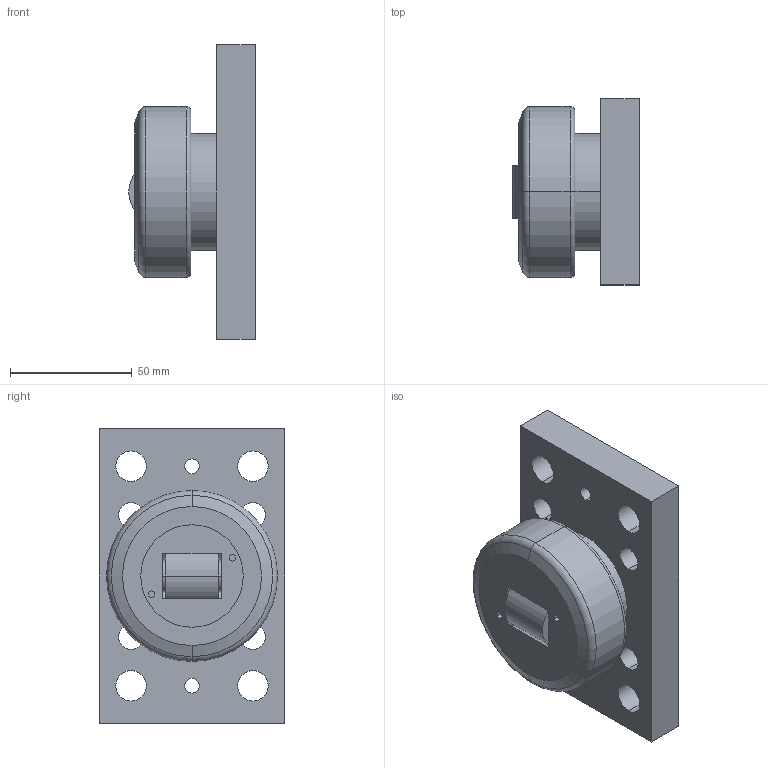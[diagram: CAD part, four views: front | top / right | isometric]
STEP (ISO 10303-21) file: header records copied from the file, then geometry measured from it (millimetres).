
FILE_DESCRIPTION (( 'STEP AP214' ), '1' );
FILE_NAME ('CRT_8CBFC4B347.step', '2020-04-20T20:34:07', ( 'localadmin' ), ( 'BOXX Technologies, Inc.' ), 'SwSTEP 2.0', 'SolidWorks 2019', '' );
FILE_SCHEMA (( 'AUTOMOTIVE_DESIGN' ));
Length unit declared in the file: inch
Products named in the file (3): CRT_8CBFC4B347; jpuAcWojpy_CADModel_0
Assembly tree (1 placements, depth 2):
  CRT_8CBFC4B347
    jpuAcWojpy_CADModel_0
  jpuAcWojpy_CADModel_0
Bounding box: 51.88 x 76.2 x 120.65 mm (x, y, z)
Volume: 223255.3 mm3; surface area: 56185.6 mm2
Topology: 5 solids, 5 shells, 87 faces, 203 edges, 132 vertices
Faces by surface type: cylinder 46, plane 31, cone 6, torus 4
Entity records: 4159 total; most frequent: CARTESIAN_POINT 771, DIRECTION 473, ORIENTED_EDGE 406, EDGE_CURVE 203, AXIS2_PLACEMENT_3D 186, VERTEX_POINT 132, EDGE_LOOP 121, VECTOR 101
